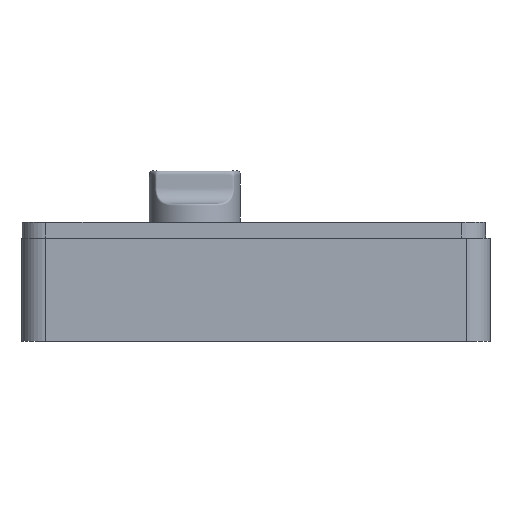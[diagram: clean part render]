
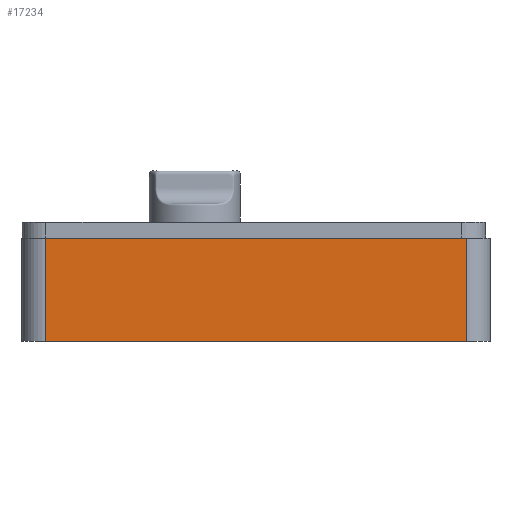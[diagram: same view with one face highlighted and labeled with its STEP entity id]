
A CAD part, left-side view. The second image highlights one B-rep face of the part: STEP entity #17234.
In plain terms, the highlighted planar face has unit normal (-1, 0, 0).
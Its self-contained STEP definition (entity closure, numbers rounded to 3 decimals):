
#1441=FACE_OUTER_BOUND('',#2187,.T.);
#2187=EDGE_LOOP('',(#13741,#13742,#13743,#13744));
#3868=LINE('',#24660,#5725);
#3869=LINE('',#24662,#5726);
#3870=LINE('',#24664,#5727);
#3871=LINE('',#24665,#5728);
#5725=VECTOR('',#20572,10.);
#5726=VECTOR('',#20573,10.);
#5727=VECTOR('',#20574,10.);
#5728=VECTOR('',#20575,10.);
#8227=VERTEX_POINT('',#24658);
#8228=VERTEX_POINT('',#24659);
#8229=VERTEX_POINT('',#24661);
#8230=VERTEX_POINT('',#24663);
#10663=EDGE_CURVE('',#8227,#8228,#3868,.T.);
#10664=EDGE_CURVE('',#8227,#8229,#3869,.T.);
#10665=EDGE_CURVE('',#8230,#8229,#3870,.T.);
#10666=EDGE_CURVE('',#8228,#8230,#3871,.T.);
#13741=ORIENTED_EDGE('',*,*,#10663,.F.);
#13742=ORIENTED_EDGE('',*,*,#10664,.T.);
#13743=ORIENTED_EDGE('',*,*,#10665,.F.);
#13744=ORIENTED_EDGE('',*,*,#10666,.F.);
#16854=PLANE('',#18375);
#17234=ADVANCED_FACE('',(#1441),#16854,.T.);
#18375=AXIS2_PLACEMENT_3D('',#24657,#20570,#20571);
#20570=DIRECTION('center_axis',(-1.,0.,0.));
#20571=DIRECTION('ref_axis',(0.,-1.,0.));
#20572=DIRECTION('',(0.,1.,0.));
#20573=DIRECTION('',(0.,0.,1.));
#20574=DIRECTION('',(0.,-1.,0.));
#20575=DIRECTION('',(0.,0.,1.));
#24657=CARTESIAN_POINT('Origin',(-42.84,24.015,0.));
#24658=CARTESIAN_POINT('',(-42.84,-28.985,0.));
#24659=CARTESIAN_POINT('',(-42.84,24.015,0.));
#24660=CARTESIAN_POINT('',(-42.84,-28.985,0.));
#24661=CARTESIAN_POINT('',(-42.84,-28.985,13.));
#24662=CARTESIAN_POINT('',(-42.84,-28.985,0.));
#24663=CARTESIAN_POINT('',(-42.84,24.015,13.));
#24664=CARTESIAN_POINT('',(-42.84,-28.985,13.));
#24665=CARTESIAN_POINT('',(-42.84,24.015,0.));
